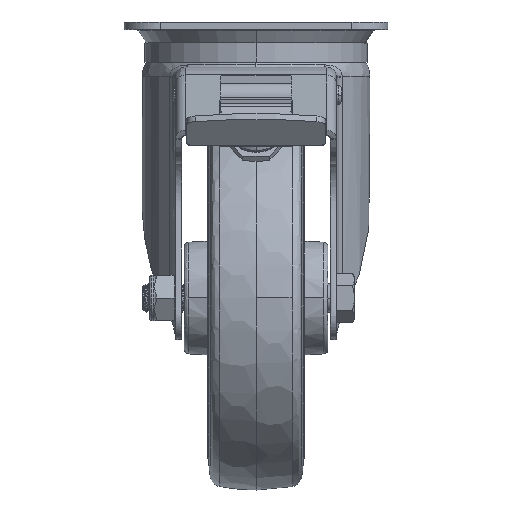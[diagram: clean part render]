
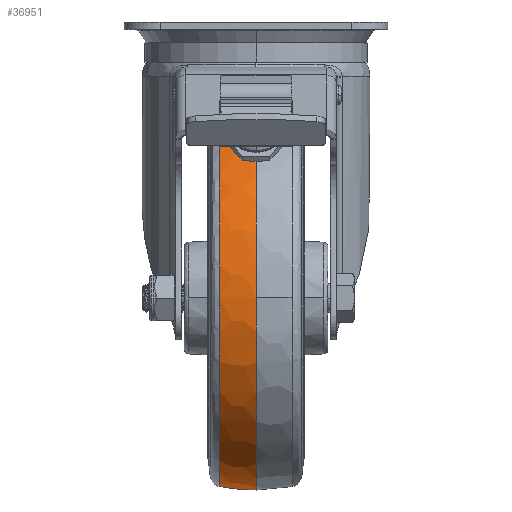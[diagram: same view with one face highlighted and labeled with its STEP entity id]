
A CAD part, top view. The second image highlights one B-rep face of the part: STEP entity #36951.
In plain terms, the highlighted toroidal (fillet/blend) face has major radius 0.018 mm and minor radius 80 mm.
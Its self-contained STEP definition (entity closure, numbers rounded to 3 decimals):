
#950 = DIRECTION ( 'NONE',  ( 1., 0., 0. ) ) ;
#1702 = AXIS2_PLACEMENT_3D ( 'NONE', #11719, #33358, #4756 ) ;
#2600 = EDGE_LOOP ( 'NONE', ( #13204, #3633, #58443, #60932, #17594 ) ) ;
#3633 = ORIENTED_EDGE ( 'NONE', *, *, #56910, .T. ) ;
#4756 = DIRECTION ( 'NONE',  ( 0., -1., 0. ) ) ;
#5272 = DIRECTION ( 'NONE',  ( 0., 0.998, 0.063 ) ) ;
#6069 = DIRECTION ( 'NONE',  ( 0., 0.998, 0.063 ) ) ;
#11719 = CARTESIAN_POINT ( 'NONE',  ( -0.012, -103.2, 55. ) ) ;
#11933 = CARTESIAN_POINT ( 'NONE',  ( 0., -103.2, 134.982 ) ) ;
#12836 = CARTESIAN_POINT ( 'NONE',  ( -15.076, -181.751, 55. ) ) ;
#13204 = ORIENTED_EDGE ( 'NONE', *, *, #60475, .F. ) ;
#14179 = DIRECTION ( 'NONE',  ( 0., 1., 0. ) ) ;
#14632 = CARTESIAN_POINT ( 'NONE',  ( -0.012, -103.218, 55. ) ) ;
#15774 = FACE_OUTER_BOUND ( 'NONE', #2600, .T. ) ;
#17594 = ORIENTED_EDGE ( 'NONE', *, *, #24128, .F. ) ;
#17800 = EDGE_CURVE ( 'NONE', #36137, #59450, #63535, .T. ) ;
#19853 = DIRECTION ( 'NONE',  ( -1., 0., 0. ) ) ;
#23422 = CIRCLE ( 'NONE', #68002, 79.982 ) ;
#24128 = EDGE_CURVE ( 'NONE', #34203, #58169, #35219, .T. ) ;
#27742 = CARTESIAN_POINT ( 'NONE',  ( 0., -103.2, 55. ) ) ;
#30190 = CIRCLE ( 'NONE', #64176, 80. ) ;
#30869 = CARTESIAN_POINT ( 'NONE',  ( 0., -183.182, 55. ) ) ;
#33302 = TOROIDAL_SURFACE ( 'NONE', #1702, -0.018, 80. ) ;
#33358 = DIRECTION ( 'NONE',  ( -1., 0., 0. ) ) ;
#34203 = VERTEX_POINT ( 'NONE', #11933 ) ;
#35219 = CIRCLE ( 'NONE', #72672, 79.982 ) ;
#36137 = VERTEX_POINT ( 'NONE', #12836 ) ;
#36951 = ADVANCED_FACE ( 'NONE', ( #15774 ), #33302, .T. ) ;
#37010 = DIRECTION ( 'NONE',  ( 0., -1., 0. ) ) ;
#40987 = CARTESIAN_POINT ( 'NONE',  ( -15.076, -103.2, 55. ) ) ;
#41766 = CIRCLE ( 'NONE', #55776, 80. ) ;
#41865 = DIRECTION ( 'NONE',  ( 0., 0., -1. ) ) ;
#42408 = AXIS2_PLACEMENT_3D ( 'NONE', #40987, #58601, #14179 ) ;
#47727 = CARTESIAN_POINT ( 'NONE',  ( -0.012, -103.182, 55. ) ) ;
#49344 = VERTEX_POINT ( 'NONE', #71275 ) ;
#49690 = DIRECTION ( 'NONE',  ( 1., 0., 0. ) ) ;
#55513 = EDGE_CURVE ( 'NONE', #58169, #36137, #30190, .T. ) ;
#55776 = AXIS2_PLACEMENT_3D ( 'NONE', #14632, #64586, #37010 ) ;
#56910 = EDGE_CURVE ( 'NONE', #49344, #59450, #41766, .T. ) ;
#58169 = VERTEX_POINT ( 'NONE', #30869 ) ;
#58443 = ORIENTED_EDGE ( 'NONE', *, *, #17800, .F. ) ;
#58601 = DIRECTION ( 'NONE',  ( -1., 0., 0. ) ) ;
#59450 = VERTEX_POINT ( 'NONE', #65285 ) ;
#60036 = CARTESIAN_POINT ( 'NONE',  ( 0., -103.2, 55. ) ) ;
#60475 = EDGE_CURVE ( 'NONE', #49344, #34203, #23422, .T. ) ;
#60932 = ORIENTED_EDGE ( 'NONE', *, *, #55513, .F. ) ;
#63535 = CIRCLE ( 'NONE', #42408, 78.551 ) ;
#64176 = AXIS2_PLACEMENT_3D ( 'NONE', #47727, #41865, #19853 ) ;
#64586 = DIRECTION ( 'NONE',  ( 0., 0., 1. ) ) ;
#65285 = CARTESIAN_POINT ( 'NONE',  ( -15.076, -24.649, 55. ) ) ;
#68002 = AXIS2_PLACEMENT_3D ( 'NONE', #60036, #49690, #5272 ) ;
#71275 = CARTESIAN_POINT ( 'NONE',  ( 0., -23.218, 55. ) ) ;
#72672 = AXIS2_PLACEMENT_3D ( 'NONE', #27742, #950, #6069 ) ;
